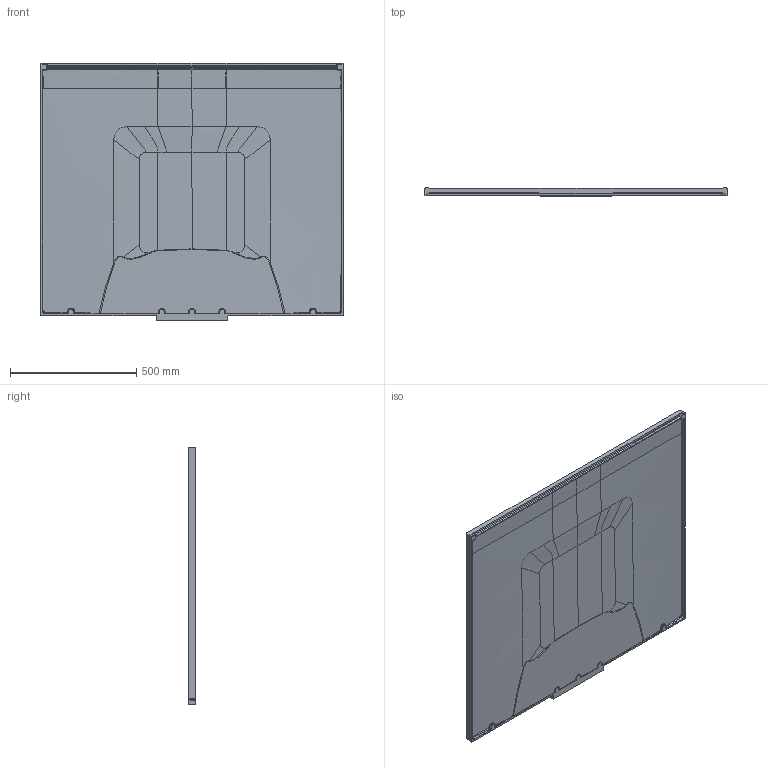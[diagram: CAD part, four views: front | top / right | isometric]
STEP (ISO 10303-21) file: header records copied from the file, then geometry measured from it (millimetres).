
FILE_DESCRIPTION((''),'2;1');
FILE_NAME('V3P2111-020','2022-04-01T14:50:17',('hegemanc'),('Villeroy & Boch Wellness bv'),'CREO PARAMETRIC BY PTC INC, 2020454','CREO PARAMETRIC BY PTC INC, 2020454','');
FILE_SCHEMA(('CONFIG_CONTROL_DESIGN'));
Length unit declared in the file: millimetre
Products named in the file (1): V3P2111-020
Bounding box: 1200 x 30 x 1020 mm (x, y, z)
Volume: 19529334 mm3; surface area: 2567948.1 mm2
Topology: 1 solids, 1 shells, 266 faces, 626 edges, 363 vertices
Faces by surface type: bspline 172, cylinder 36, plane 24, sphere 16, torus 12, cone 6
Entity records: 18801 total; most frequent: CARTESIAN_POINT 13923, ORIENTED_EDGE 1252, DIRECTION 654, EDGE_CURVE 626, VERTEX_POINT 363, B_SPLINE_CURVE_WITH_KNOTS 347, AXIS2_PLACEMENT_3D 281, EDGE_LOOP 267
